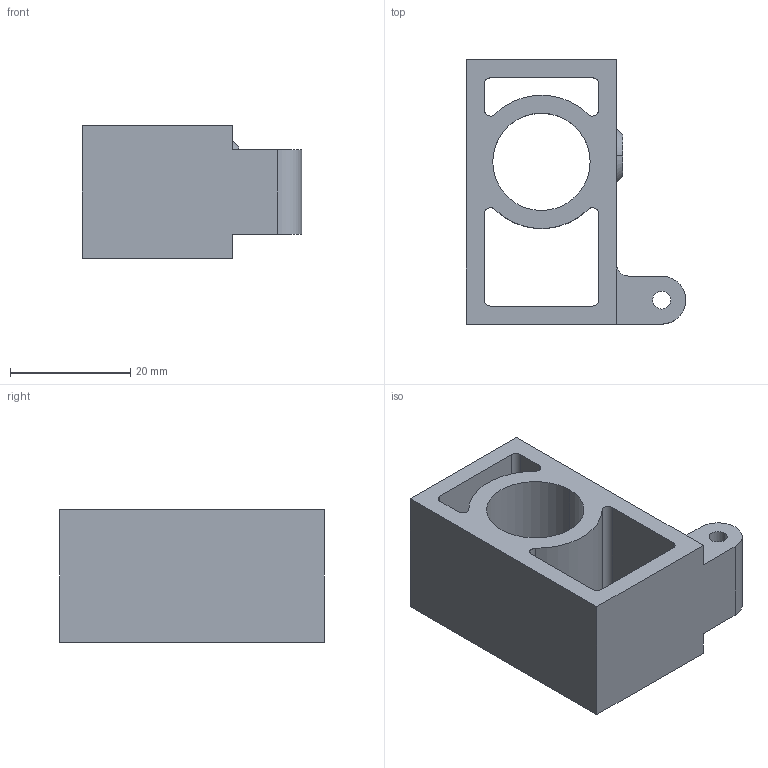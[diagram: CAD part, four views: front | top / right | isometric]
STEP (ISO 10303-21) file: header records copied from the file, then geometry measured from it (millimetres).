
FILE_DESCRIPTION (( 'STEP AP203' ), '1' );
FILE_NAME ('BASE.STEP', '2022-05-10T11:00:13', ( 'Olukelo' ), ( '' ), 'SwSTEP 2.0', 'SolidWorks 2018', '' );
FILE_SCHEMA (( 'CONFIG_CONTROL_DESIGN' ));
Length unit declared in the file: millimetre
Products named in the file (1): BASE
Bounding box: 36.5 x 44 x 22 mm (x, y, z)
Volume: 13053.3 mm3; surface area: 8479.4 mm2
Topology: 1 solids, 1 shells, 34 faces, 93 edges, 62 vertices
Faces by surface type: cylinder 16, plane 16, cone 2
Entity records: 1186 total; most frequent: DIRECTION 199, CARTESIAN_POINT 190, ORIENTED_EDGE 186, EDGE_CURVE 93, AXIS2_PLACEMENT_3D 71, VERTEX_POINT 62, VECTOR 57, LINE 57
